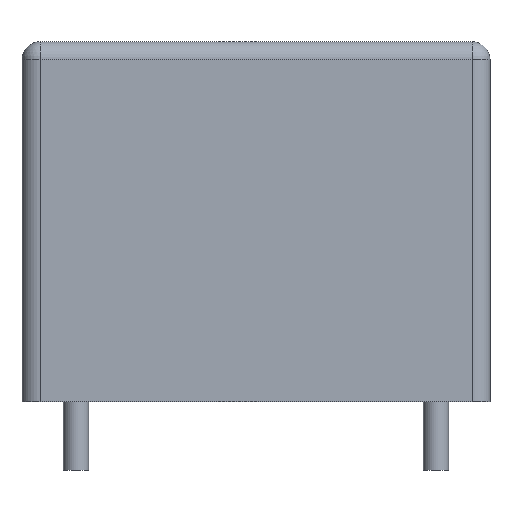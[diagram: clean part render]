
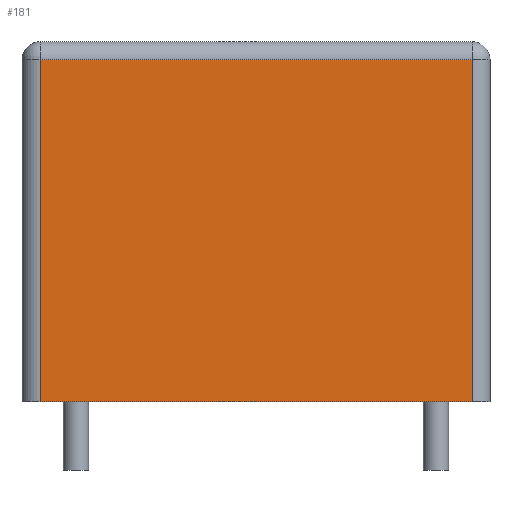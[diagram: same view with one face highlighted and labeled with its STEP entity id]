
A CAD part, front view. The second image highlights one B-rep face of the part: STEP entity #181.
In plain terms, the highlighted planar face has unit normal (0, -1, 0).
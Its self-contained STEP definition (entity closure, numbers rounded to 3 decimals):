
#13=DIRECTION('',(0.,0.,1.));
#27=VECTOR('',#13,1.);
#33=CARTESIAN_POINT('',(-1.5,-2.5,0.));
#35=DIRECTION('',(0.,1.,0.));
#46=DIRECTION('',(1.,0.,0.));
#52=VERTEX_POINT('',#53);
#53=CARTESIAN_POINT('',(-1.,-2.5,0.));
#59=ORIENTED_EDGE('',*,*,#60,.T.);
#60=EDGE_CURVE('',#52,#61,#63,.T.);
#61=VERTEX_POINT('',#62);
#62=CARTESIAN_POINT('',(-1.,-2.5,9.5));
#63=LINE('',#53,#27);
#100=EDGE_CURVE('',#52,#101,#103,.T.);
#101=VERTEX_POINT('',#102);
#102=CARTESIAN_POINT('',(11.,-2.5,0.));
#103=LINE('',#33,#104);
#104=VECTOR('',#46,1.);
#181=ADVANCED_FACE('',(#182),#195,.F.);
#182=FACE_BOUND('',#183,.F.);
#183=EDGE_LOOP('',(#59,#184,#191,#194));
#184=ORIENTED_EDGE('',*,*,#185,.F.);
#185=EDGE_CURVE('',#186,#61,#188,.T.);
#186=VERTEX_POINT('',#187);
#187=CARTESIAN_POINT('',(11.,-2.5,9.5));
#188=LINE('',#187,#189);
#189=VECTOR('',#190,1.);
#190=DIRECTION('',(-1.,-0.,-0.));
#191=ORIENTED_EDGE('',*,*,#192,.F.);
#192=EDGE_CURVE('',#101,#186,#193,.T.);
#193=LINE('',#102,#27);
#194=ORIENTED_EDGE('',*,*,#100,.F.);
#195=PLANE('',#196);
#196=AXIS2_PLACEMENT_3D('',#33,#35,#13);
